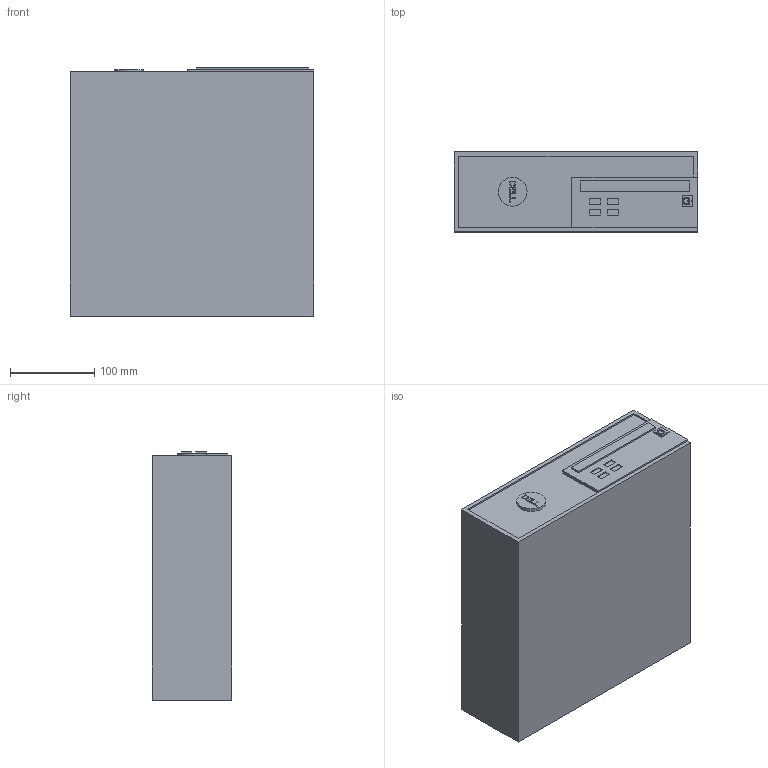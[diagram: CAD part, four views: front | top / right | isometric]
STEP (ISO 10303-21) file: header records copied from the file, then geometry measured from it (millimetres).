
FILE_DESCRIPTION(/* description */ (''),/* implementation_level */ '2;1');
FILE_NAME(/* name */ 'Dell Precision 3420 SFF Workstation',/* time_stamp */ '2021-09-24T15:56:27-07:00',/* author */ ('Felipe Huerta'),/* organization */ (''),/* preprocessor_version */ 'ST-DEVELOPER v16.7',/* originating_system */ 'DEX',/* authorisation */ $);
FILE_SCHEMA (('AUTOMOTIVE_DESIGN {1 0 10303 214 3 1 1}'));
Length unit declared in the file: millimetre
Products named in the file (1): DELL_
Bounding box: 290 x 95.06 x 295.5 mm (x, y, z)
Volume: 8030107 mm3; surface area: 283534.7 mm2
Topology: 1 solids, 1 shells, 112 faces, 287 edges, 191 vertices
Faces by surface type: plane 105, cylinder 7
Full cylindrical faces by diameter (mm): 34.118 x1
Entity records: 4143 total; most frequent: CARTESIAN_POINT 590, ORIENTED_EDGE 572, DIRECTION 526, EDGE_CURVE 286, LINE 272, VECTOR 272, VERTEX_POINT 191, EDGE_LOOP 127
